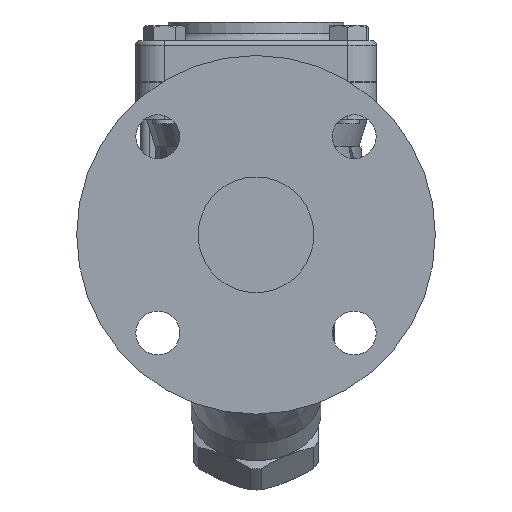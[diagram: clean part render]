
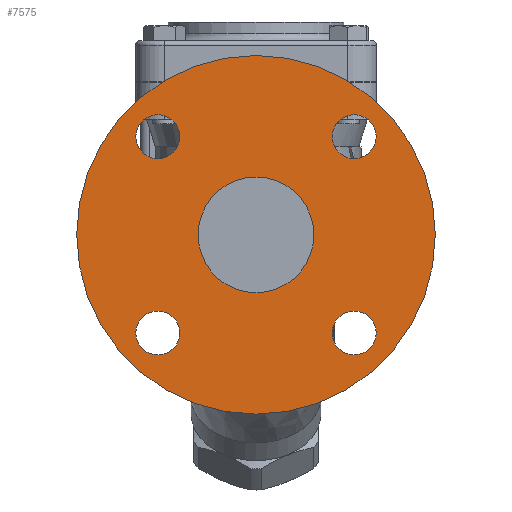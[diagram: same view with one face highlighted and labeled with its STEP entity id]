
A CAD part, left-side view. The second image highlights one B-rep face of the part: STEP entity #7575.
In plain terms, the highlighted free-form (B-spline) face has degree [1, 1] with [2, 2] control points.
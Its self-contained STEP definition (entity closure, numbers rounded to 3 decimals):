
#7477=CARTESIAN_POINT('',(-132.5,0.,-91.));
#7478=VERTEX_POINT('',#7477);
#7479=CARTESIAN_POINT('',(-132.5,0.0,-66.));
#7480=DIRECTION('',(1.0,0.0,0.0));
#7481=DIRECTION('',(0.0,0.0,1.0));
#7482=AXIS2_PLACEMENT_3D('',#7479,#7480,#7481);
#7483=CIRCLE('',#7482,25.0);
#7484=EDGE_CURVE('',#7478,#7478,#7483,.T.);
#7512=CARTESIAN_POINT('',(-132.5,77.5,11.5));
#7513=CARTESIAN_POINT('',(-132.5,77.5,-143.5));
#7514=CARTESIAN_POINT('',(-132.5,-77.5,11.5));
#7515=CARTESIAN_POINT('',(-132.5,-77.5,-143.5));
#7516=B_SPLINE_SURFACE_WITH_KNOTS('',1,1,((#7512,#7514),(#7513,#7515)),.UNSPECIFIED.,.F.,.F.,.U.,(2,2),(2,2),(0.0,155.0),(0.0,155.0),.UNSPECIFIED.);
#7517=CARTESIAN_POINT('',(-132.5,0.0,11.5));
#7518=VERTEX_POINT('',#7517);
#7519=CARTESIAN_POINT('',(-132.5,0.0,-66.));
#7520=DIRECTION('',(-1.0,0.0,0.0));
#7521=DIRECTION('',(0.0,0.0,1.0));
#7522=AXIS2_PLACEMENT_3D('',#7519,#7520,#7521);
#7523=CIRCLE('',#7522,77.5);
#7524=EDGE_CURVE('',#7518,#7518,#7523,.T.);
#7525=ORIENTED_EDGE('',*,*,#7524,.T.);
#7526=EDGE_LOOP('',(#7525));
#7527=FACE_OUTER_BOUND('',#7526,.T.);
#7528=CARTESIAN_POINT('',(-132.5,-32.926,-108.426));
#7529=VERTEX_POINT('',#7528);
#7530=CARTESIAN_POINT('',(-132.5,-42.426,-108.426));
#7531=DIRECTION('',(1.0,0.0,0.0));
#7532=DIRECTION('',(0.0,1.0,0.0));
#7533=AXIS2_PLACEMENT_3D('',#7530,#7531,#7532);
#7534=CIRCLE('',#7533,9.5);
#7535=EDGE_CURVE('',#7529,#7529,#7534,.T.);
#7536=ORIENTED_EDGE('',*,*,#7535,.T.);
#7537=EDGE_LOOP('',(#7536));
#7538=FACE_BOUND('',#7537,.T.);
#7539=CARTESIAN_POINT('',(-132.5,-42.426,-33.074));
#7540=VERTEX_POINT('',#7539);
#7541=CARTESIAN_POINT('',(-132.5,-42.426,-23.574));
#7542=DIRECTION('',(1.0,0.0,0.0));
#7543=DIRECTION('',(0.0,0.0,-1.0));
#7544=AXIS2_PLACEMENT_3D('',#7541,#7542,#7543);
#7545=CIRCLE('',#7544,9.5);
#7546=EDGE_CURVE('',#7540,#7540,#7545,.T.);
#7547=ORIENTED_EDGE('',*,*,#7546,.T.);
#7548=EDGE_LOOP('',(#7547));
#7549=FACE_BOUND('',#7548,.T.);
#7550=CARTESIAN_POINT('',(-132.5,32.926,-23.574));
#7551=VERTEX_POINT('',#7550);
#7552=CARTESIAN_POINT('',(-132.5,42.426,-23.574));
#7553=DIRECTION('',(1.0,0.0,0.0));
#7554=DIRECTION('',(0.0,-1.0,0.0));
#7555=AXIS2_PLACEMENT_3D('',#7552,#7553,#7554);
#7556=CIRCLE('',#7555,9.5);
#7557=EDGE_CURVE('',#7551,#7551,#7556,.T.);
#7558=ORIENTED_EDGE('',*,*,#7557,.T.);
#7559=EDGE_LOOP('',(#7558));
#7560=FACE_BOUND('',#7559,.T.);
#7561=CARTESIAN_POINT('',(-132.5,42.426,-98.926));
#7562=VERTEX_POINT('',#7561);
#7563=CARTESIAN_POINT('',(-132.5,42.426,-108.426));
#7564=DIRECTION('',(1.0,0.0,0.0));
#7565=DIRECTION('',(0.0,0.0,1.0));
#7566=AXIS2_PLACEMENT_3D('',#7563,#7564,#7565);
#7567=CIRCLE('',#7566,9.5);
#7568=EDGE_CURVE('',#7562,#7562,#7567,.T.);
#7569=ORIENTED_EDGE('',*,*,#7568,.T.);
#7570=EDGE_LOOP('',(#7569));
#7571=FACE_BOUND('',#7570,.T.);
#7572=ORIENTED_EDGE('',*,*,#7484,.T.);
#7573=EDGE_LOOP('',(#7572));
#7574=FACE_BOUND('',#7573,.T.);
#7575=ADVANCED_FACE('',(#7527,#7538,#7549,#7560,#7571,#7574),#7516,.T.);
